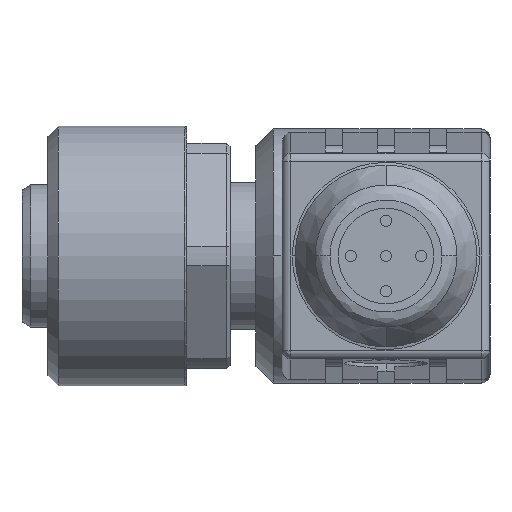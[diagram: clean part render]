
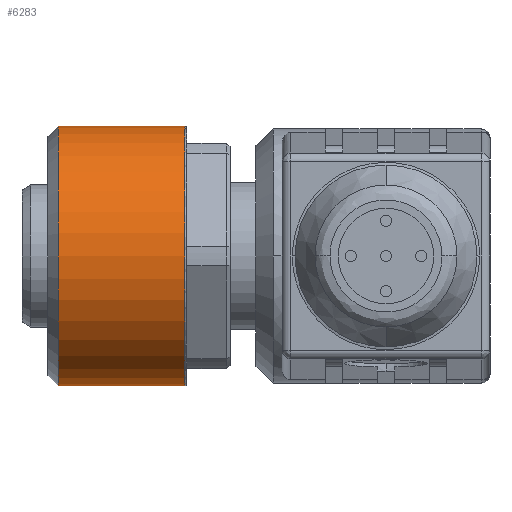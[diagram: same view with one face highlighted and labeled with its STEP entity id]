
A CAD part, left-side view. The second image highlights one B-rep face of the part: STEP entity #6283.
In plain terms, the highlighted cylindrical face has radius 7.5 mm (diameter 15 mm), a partial arc.
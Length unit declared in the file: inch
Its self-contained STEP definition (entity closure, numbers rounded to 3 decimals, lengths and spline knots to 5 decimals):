
#187 = VECTOR ( 'NONE', #5573, 39.37008 ) ;
#256 = DIRECTION ( 'NONE',  ( 0., 1., 0. ) ) ;
#275 = CARTESIAN_POINT ( 'NONE',  ( 12.94266, 1.31024, 0.09584 ) ) ;
#422 = EDGE_LOOP ( 'NONE', ( #1578, #1463, #5020, #4190 ) ) ;
#781 = CARTESIAN_POINT ( 'NONE',  ( 12.94266, 1.02284, 0.09584 ) ) ;
#786 = DIRECTION ( 'NONE',  ( 0., 0., 1. ) ) ;
#833 = CARTESIAN_POINT ( 'NONE',  ( 12.94266, 1.02284, 0.39112 ) ) ;
#1153 = CYLINDRICAL_SURFACE ( 'NONE', #2244, 0.29528 ) ;
#1197 = CARTESIAN_POINT ( 'NONE',  ( 12.94266, 1.31024, -0.19944 ) ) ;
#1279 = DIRECTION ( 'NONE',  ( 0., 0., 1. ) ) ;
#1385 = VERTEX_POINT ( 'NONE', #1197 ) ;
#1463 = ORIENTED_EDGE ( 'NONE', *, *, #2421, .F. ) ;
#1578 = ORIENTED_EDGE ( 'NONE', *, *, #5335, .F. ) ;
#1739 = LINE ( 'NONE', #4191, #6273 ) ;
#1954 = VERTEX_POINT ( 'NONE', #5788 ) ;
#2150 = CARTESIAN_POINT ( 'NONE',  ( 12.94266, 1.11536, -0.19944 ) ) ;
#2244 = AXIS2_PLACEMENT_3D ( 'NONE', #4644, #2640, #5564 ) ;
#2337 = VERTEX_POINT ( 'NONE', #6043 ) ;
#2421 = EDGE_CURVE ( 'NONE', #3577, #1954, #2666, .T. ) ;
#2640 = DIRECTION ( 'NONE',  ( 0., 1., 0. ) ) ;
#2666 = CIRCLE ( 'NONE', #3789, 0.29528 ) ;
#3120 = CIRCLE ( 'NONE', #4239, 0.29528 ) ;
#3577 = VERTEX_POINT ( 'NONE', #833 ) ;
#3712 = DIRECTION ( 'NONE',  ( 0., -1., 0. ) ) ;
#3789 = AXIS2_PLACEMENT_3D ( 'NONE', #781, #4207, #1279 ) ;
#4113 = LINE ( 'NONE', #2150, #187 ) ;
#4190 = ORIENTED_EDGE ( 'NONE', *, *, #6338, .T. ) ;
#4191 = CARTESIAN_POINT ( 'NONE',  ( 12.94266, 1.11536, 0.39112 ) ) ;
#4207 = DIRECTION ( 'NONE',  ( 0., -1., 0. ) ) ;
#4239 = AXIS2_PLACEMENT_3D ( 'NONE', #275, #3712, #786 ) ;
#4644 = CARTESIAN_POINT ( 'NONE',  ( 12.94266, 1.11536, 0.09584 ) ) ;
#5020 = ORIENTED_EDGE ( 'NONE', *, *, #5250, .T. ) ;
#5232 = FACE_OUTER_BOUND ( 'NONE', #422, .T. ) ;
#5250 = EDGE_CURVE ( 'NONE', #3577, #2337, #1739, .T. ) ;
#5335 = EDGE_CURVE ( 'NONE', #1954, #1385, #4113, .T. ) ;
#5564 = DIRECTION ( 'NONE',  ( 0., 0., 1. ) ) ;
#5573 = DIRECTION ( 'NONE',  ( 0., 1., 0. ) ) ;
#5788 = CARTESIAN_POINT ( 'NONE',  ( 12.94266, 1.02284, -0.19944 ) ) ;
#6043 = CARTESIAN_POINT ( 'NONE',  ( 12.94266, 1.31024, 0.39112 ) ) ;
#6273 = VECTOR ( 'NONE', #256, 39.37008 ) ;
#6283 = ADVANCED_FACE ( 'NONE', ( #5232 ), #1153, .T. ) ;
#6338 = EDGE_CURVE ( 'NONE', #2337, #1385, #3120, .T. ) ;
